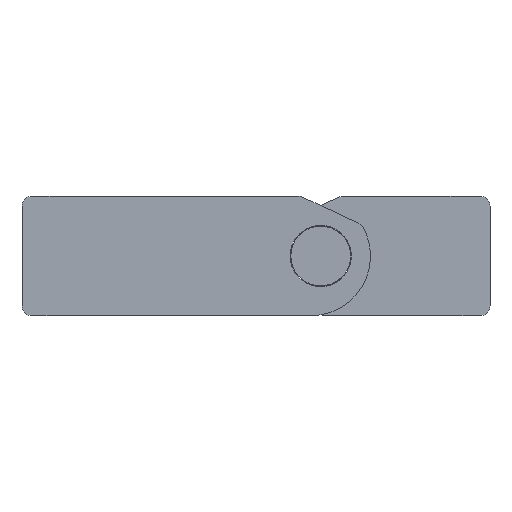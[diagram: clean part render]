
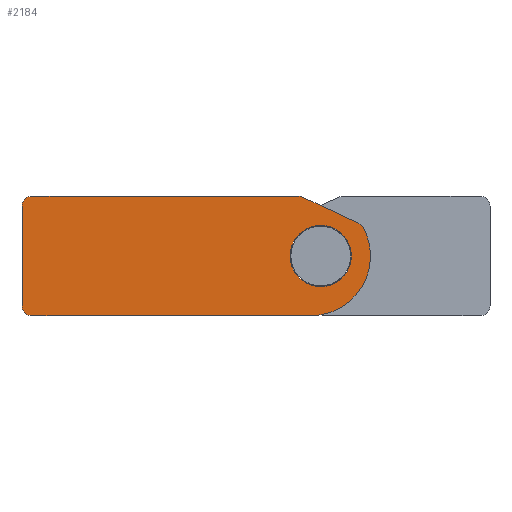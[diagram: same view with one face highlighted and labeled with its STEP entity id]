
A CAD part, front view. The second image highlights one B-rep face of the part: STEP entity #2184.
In plain terms, the highlighted planar face has unit normal (0, -1, 0).
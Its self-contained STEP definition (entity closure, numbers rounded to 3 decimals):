
#28=FACE_BOUND($,#357,.T.);
#76=PLANE($,#2351);
#204=FACE_OUTER_BOUND($,#356,.T.);
#356=EDGE_LOOP($,(#1606,#1607,#1608,#1609,#1610,#1611,#1612,#1613,#1614));
#357=EDGE_LOOP($,(#1615));
#524=LINE($,#3239,#733);
#530=LINE($,#3268,#739);
#535=LINE($,#3304,#744);
#536=LINE($,#3306,#745);
#733=VECTOR($,#2561,26.778);
#739=VECTOR($,#2589,10.);
#744=VECTOR($,#2636,6.2);
#745=VECTOR($,#2639,28.);
#938=CIRCLE($,#2315,1.);
#947=CIRCLE($,#2327,1.);
#948=CIRCLE($,#2330,1.);
#949=CIRCLE($,#2332,1.);
#950=CIRCLE($,#2334,6.);
#957=CIRCLE($,#2348,3.075);
#1031=VERTEX_POINT($,#3226);
#1032=VERTEX_POINT($,#3227);
#1036=VERTEX_POINT($,#3237);
#1046=VERTEX_POINT($,#3261);
#1047=VERTEX_POINT($,#3262);
#1048=VERTEX_POINT($,#3267);
#1049=VERTEX_POINT($,#3273);
#1050=VERTEX_POINT($,#3274);
#1051=VERTEX_POINT($,#3279);
#1058=VERTEX_POINT($,#3301);
#1240=EDGE_CURVE($,#1031,#1032,#938,.T.);
#1246=EDGE_CURVE($,#1036,#1031,#524,.T.);
#1257=EDGE_CURVE($,#1046,#1047,#947,.T.);
#1260=EDGE_CURVE($,#1047,#1048,#530,.T.);
#1262=EDGE_CURVE($,#1048,#1036,#948,.T.);
#1263=EDGE_CURVE($,#1049,#1050,#949,.T.);
#1266=EDGE_CURVE($,#1050,#1051,#950,.T.);
#1274=EDGE_CURVE($,#1058,#1058,#957,.T.);
#1275=EDGE_CURVE($,#1032,#1049,#535,.T.);
#1276=EDGE_CURVE($,#1051,#1046,#536,.T.);
#1606=ORIENTED_EDGE($,*,*,#1240,.F.);
#1607=ORIENTED_EDGE($,*,*,#1246,.F.);
#1608=ORIENTED_EDGE($,*,*,#1262,.F.);
#1609=ORIENTED_EDGE($,*,*,#1260,.F.);
#1610=ORIENTED_EDGE($,*,*,#1257,.F.);
#1611=ORIENTED_EDGE($,*,*,#1276,.F.);
#1612=ORIENTED_EDGE($,*,*,#1266,.F.);
#1613=ORIENTED_EDGE($,*,*,#1263,.F.);
#1614=ORIENTED_EDGE($,*,*,#1275,.F.);
#1615=ORIENTED_EDGE($,*,*,#1274,.T.);
#2184=ADVANCED_FACE($,(#204,#28),#76,.T.);
#2315=AXIS2_PLACEMENT_3D($,#3228,#2551,#2552);
#2327=AXIS2_PLACEMENT_3D($,#3263,#2583,#2584);
#2330=AXIS2_PLACEMENT_3D($,#3271,#2593,#2594);
#2332=AXIS2_PLACEMENT_3D($,#3275,#2597,#2598);
#2334=AXIS2_PLACEMENT_3D($,#3280,#2603,#2604);
#2348=AXIS2_PLACEMENT_3D($,#3302,#2632,#2633);
#2351=AXIS2_PLACEMENT_3D($,#3307,#2640,#2641);
#2551=DIRECTION('center_axis',(0.,1.,0.));
#2552=DIRECTION('ref_axis',(0.216,0.,0.976));
#2561=DIRECTION($,(1.,0.,0.));
#2583=DIRECTION('center_axis',(0.,1.,0.));
#2584=DIRECTION('ref_axis',(-0.707,0.,-0.707));
#2589=DIRECTION($,(0.,0.,1.));
#2593=DIRECTION('center_axis',(0.,1.,0.));
#2594=DIRECTION('ref_axis',(-0.707,0.,0.707));
#2597=DIRECTION('center_axis',(0.,1.,0.));
#2598=DIRECTION('ref_axis',(0.686,0.,0.728));
#2603=DIRECTION('center_axis',(0.,1.,0.));
#2604=DIRECTION('ref_axis',(0.,0.,1.));
#2632=DIRECTION('center_axis',(0.,1.,0.));
#2633=DIRECTION('ref_axis',(1.,0.,0.));
#2636=DIRECTION($,(0.906,0.,-0.423));
#2639=DIRECTION($,(-1.,0.,0.));
#2640=DIRECTION('center_axis',(0.,-1.,0.));
#2641=DIRECTION('ref_axis',(-1.,0.,0.));
#3226=CARTESIAN_POINT('',(20.778,0.,12.));
#3227=CARTESIAN_POINT('',(21.201,0.,11.906));
#3228=CARTESIAN_POINT('Origin',(20.778,0.,
11.));
#3237=CARTESIAN_POINT('',(-6.,0.,12.));
#3239=CARTESIAN_POINT($,(-6.,0.,12.));
#3261=CARTESIAN_POINT('',(-6.,0.,0.));
#3262=CARTESIAN_POINT('',(-7.,0.,1.));
#3263=CARTESIAN_POINT('Origin',(-6.,0.,1.));
#3267=CARTESIAN_POINT('',(-7.,0.,11.));
#3268=CARTESIAN_POINT($,(-7.,0.,1.));
#3271=CARTESIAN_POINT('Origin',(-6.,0.,11.));
#3273=CARTESIAN_POINT('',(26.82,0.,9.286));
#3274=CARTESIAN_POINT('',(27.277,0.,8.856));
#3275=CARTESIAN_POINT('Origin',(26.397,0.,
8.38));
#3279=CARTESIAN_POINT('',(22.,0.,0.));
#3280=CARTESIAN_POINT('Origin',(22.,0.,6.));
#3301=CARTESIAN_POINT('',(19.925,0.,6.));
#3302=CARTESIAN_POINT('Origin',(23.,0.,6.));
#3304=CARTESIAN_POINT($,(21.201,0.,11.906));
#3306=CARTESIAN_POINT($,(22.,0.,0.));
#3307=CARTESIAN_POINT('Origin',(9.335,0.,5.943));
